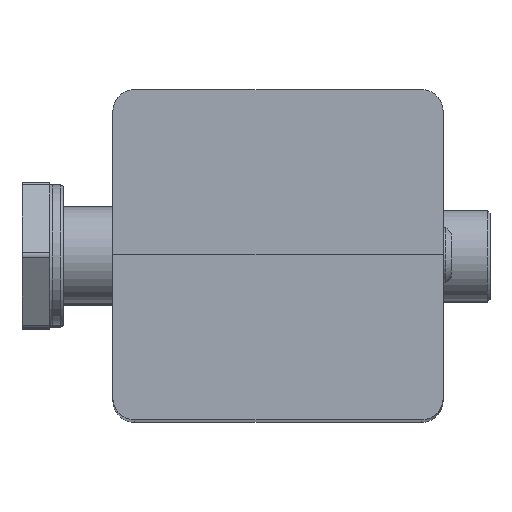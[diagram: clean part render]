
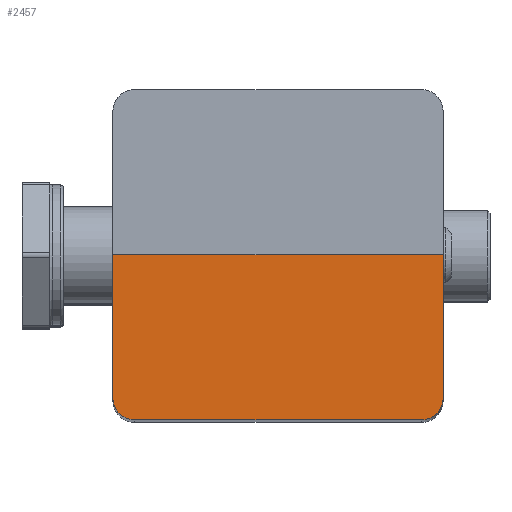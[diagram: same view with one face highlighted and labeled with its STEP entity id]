
A CAD part, top view. The second image highlights one B-rep face of the part: STEP entity #2457.
In plain terms, the highlighted planar face has unit normal (0, 0, 1).
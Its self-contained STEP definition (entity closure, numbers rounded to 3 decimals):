
#116=LINE('',#3869,#294);
#131=LINE('',#3902,#309);
#170=LINE('',#4011,#348);
#174=LINE('',#4019,#352);
#294=VECTOR('',#3131,52.);
#309=VECTOR('',#3158,120.);
#348=VECTOR('',#3271,104.);
#352=VECTOR('',#3281,52.);
#498=PLANE('',#2708);
#753=FACE_OUTER_BOUND('',#966,.T.);
#966=EDGE_LOOP('',(#2053,#2054,#2055,#2056,#2057,#2058));
#1121=CIRCLE('',#2702,8.);
#1122=CIRCLE('',#2705,8.);
#1257=VERTEX_POINT('',#3866);
#1258=VERTEX_POINT('',#3868);
#1270=VERTEX_POINT('',#3900);
#1302=VERTEX_POINT('',#4006);
#1303=VERTEX_POINT('',#4010);
#1304=VERTEX_POINT('',#4014);
#1496=EDGE_CURVE('',#1258,#1257,#116,.T.);
#1513=EDGE_CURVE('',#1257,#1270,#131,.T.);
#1565=EDGE_CURVE('',#1302,#1258,#1121,.T.);
#1567=EDGE_CURVE('',#1303,#1302,#170,.T.);
#1569=EDGE_CURVE('',#1304,#1303,#1122,.T.);
#1572=EDGE_CURVE('',#1270,#1304,#174,.T.);
#2053=ORIENTED_EDGE('',*,*,#1513,.T.);
#2054=ORIENTED_EDGE('',*,*,#1572,.T.);
#2055=ORIENTED_EDGE('',*,*,#1569,.T.);
#2056=ORIENTED_EDGE('',*,*,#1567,.T.);
#2057=ORIENTED_EDGE('',*,*,#1565,.T.);
#2058=ORIENTED_EDGE('',*,*,#1496,.T.);
#2457=ADVANCED_FACE('',(#753),#498,.T.);
#2702=AXIS2_PLACEMENT_3D('',#4007,#3266,#3267);
#2705=AXIS2_PLACEMENT_3D('',#4015,#3275,#3276);
#2708=AXIS2_PLACEMENT_3D('',#4021,#3284,#3285);
#3131=DIRECTION('',(0.,1.,0.));
#3158=DIRECTION('',(-1.,0.,0.));
#3266=DIRECTION('center_axis',(0.,0.,1.));
#3267=DIRECTION('ref_axis',(0.,1.,0.));
#3271=DIRECTION('',(1.,0.,0.));
#3275=DIRECTION('center_axis',(0.,0.,1.));
#3276=DIRECTION('ref_axis',(1.,0.,0.));
#3281=DIRECTION('',(0.,-1.,0.));
#3284=DIRECTION('center_axis',(0.,0.,1.));
#3285=DIRECTION('ref_axis',(1.,0.,0.));
#3866=CARTESIAN_POINT('',(60.,0.,260.));
#3868=CARTESIAN_POINT('',(60.,-52.,260.));
#3869=CARTESIAN_POINT('',(60.,0.,260.));
#3900=CARTESIAN_POINT('',(-60.,0.,260.));
#3902=CARTESIAN_POINT('',(-60.,0.,260.));
#4006=CARTESIAN_POINT('',(52.,-60.,260.));
#4007=CARTESIAN_POINT('Origin',(52.,-52.,260.));
#4010=CARTESIAN_POINT('',(-52.,-60.,260.));
#4011=CARTESIAN_POINT('',(52.,-60.,260.));
#4014=CARTESIAN_POINT('',(-60.,-52.,260.));
#4015=CARTESIAN_POINT('Origin',(-52.,-52.,260.));
#4019=CARTESIAN_POINT('',(-60.,-52.,260.));
#4021=CARTESIAN_POINT('Origin',(0.,-28.889,
260.));
